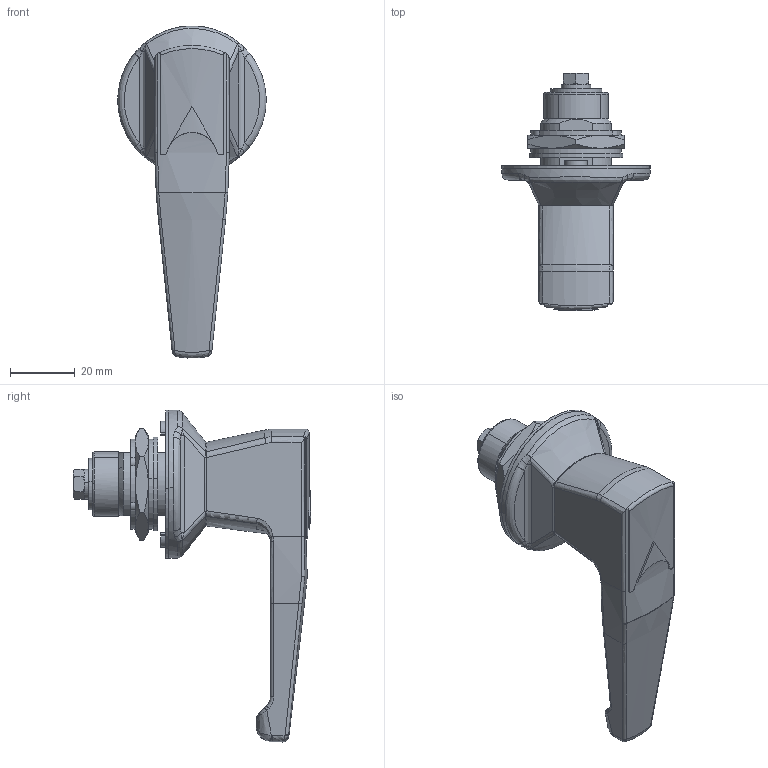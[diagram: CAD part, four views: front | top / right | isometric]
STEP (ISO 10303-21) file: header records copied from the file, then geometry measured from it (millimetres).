
FILE_DESCRIPTION((''),'2;1');
FILE_NAME('','2005-10-07T14:26:36',(''),(''),'','CADfix','');
FILE_SCHEMA(('AUTOMOTIVE_DESIGN'));
Length unit declared in the file: millimetre
Products named in the file (9): spacer; washer_B; washer_A; packing; nut; handle; bolt; base; THA_330SF_3_25842_36
Assembly tree (8 placements, depth 2):
  THA_330SF_3_25842_36
    spacer
    washer_B
    washer_A
    packing
    nut
    handle
    bolt
    base
Bounding box: 45.96 x 73.7 x 102.95 mm (x, y, z)
Volume: 50915.4 mm3; surface area: 23646.5 mm2
Topology: 8 solids, 8 shells, 320 faces, 843 edges, 546 vertices
Faces by surface type: bspline 320
Entity records: 15179 total; most frequent: CARTESIAN_POINT 10284, ORIENTED_EDGE 1674, EDGE_CURVE 837, VERTEX_POINT 546, EDGE_LOOP 345, FACE_OUTER_BOUND 320, ADVANCED_FACE 320, QUASI_UNIFORM_CURVE 301
